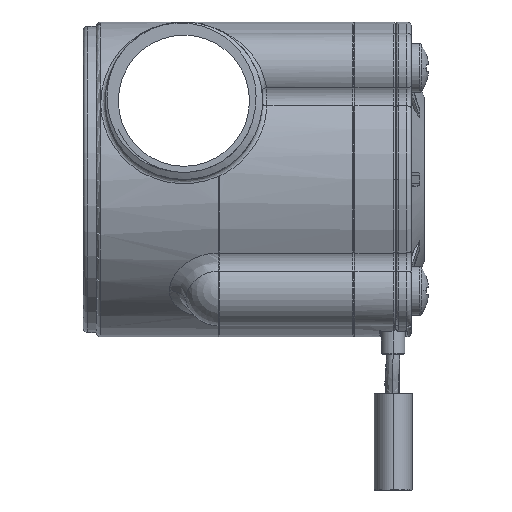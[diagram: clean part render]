
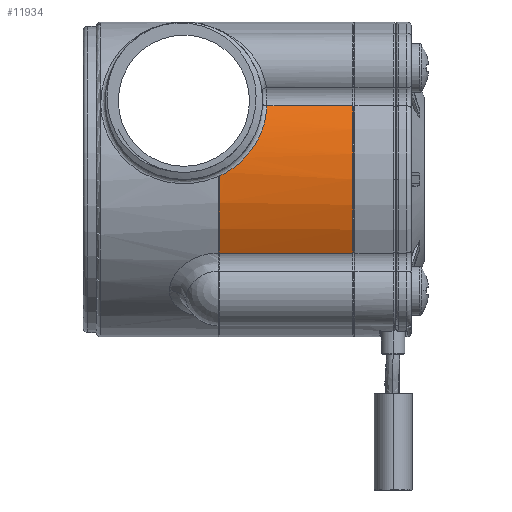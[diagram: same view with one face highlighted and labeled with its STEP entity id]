
A CAD part, left-side view. The second image highlights one B-rep face of the part: STEP entity #11934.
In plain terms, the highlighted cylindrical face has radius 18 mm (diameter 36 mm), a partial arc.
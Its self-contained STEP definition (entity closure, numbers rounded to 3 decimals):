
#62 = CARTESIAN_POINT ( 'NONE',  ( -17.996, 21.94, 0.373 ) ) ;
#414 = CARTESIAN_POINT ( 'NONE',  ( -15.915, 6.68, 8.41 ) ) ;
#465 = VECTOR ( 'NONE', #16723, 1000. ) ;
#521 = CARTESIAN_POINT ( 'NONE',  ( -17.223, 17.204, 5.236 ) ) ;
#564 = EDGE_CURVE ( 'NONE', #14611, #12749, #2794, .T. ) ;
#1391 = VECTOR ( 'NONE', #18903, 1000. ) ;
#1904 = DIRECTION ( 'NONE',  ( 0., 0., -1. ) ) ;
#1958 = EDGE_CURVE ( 'NONE', #23936, #14611, #18304, .T. ) ;
#2794 = LINE ( 'NONE', #10262, #28598 ) ;
#2987 = CARTESIAN_POINT ( 'NONE',  ( -17.992, 21.59, 0.553 ) ) ;
#4827 = LINE ( 'NONE', #24335, #465 ) ;
#5609 = CIRCLE ( 'NONE', #16017, 18. ) ;
#5732 = CARTESIAN_POINT ( 'NONE',  ( -17.985, 21.202, 0.761 ) ) ;
#5899 = CARTESIAN_POINT ( 'NONE',  ( -17.685, 18.256, 3.372 ) ) ;
#6135 = DIRECTION ( 'NONE',  ( 0., 0., 1. ) ) ;
#7537 = CYLINDRICAL_SURFACE ( 'NONE', #9427, 18. ) ;
#7843 = CARTESIAN_POINT ( 'NONE',  ( -17.532, 17.776, 4.093 ) ) ;
#8005 = CARTESIAN_POINT ( 'NONE',  ( -17.281, 17.289, 5.041 ) ) ;
#9427 = AXIS2_PLACEMENT_3D ( 'NONE', #10612, #17758, #18099 ) ;
#9981 = AXIS2_PLACEMENT_3D ( 'NONE', #16533, #31463, #6135 ) ;
#10262 = CARTESIAN_POINT ( 'NONE',  ( -17.996, 35.99, 0.373 ) ) ;
#10440 = CARTESIAN_POINT ( 'NONE',  ( -16.676, 16.659, 6.829 ) ) ;
#10612 = CARTESIAN_POINT ( 'NONE',  ( 0., 35.99, 0. ) ) ;
#10937 = EDGE_CURVE ( 'NONE', #23323, #12749, #24412, .T. ) ;
#11068 = ORIENTED_EDGE ( 'NONE', *, *, #564, .F. ) ;
#11411 = VERTEX_POINT ( 'NONE', #26785 ) ;
#11479 = DIRECTION ( 'NONE',  ( 0., 1., 0. ) ) ;
#11910 = LINE ( 'NONE', #13877, #1391 ) ;
#11934 = ADVANCED_FACE ( 'NONE', ( #29781 ), #7537, .T. ) ;
#12749 = VERTEX_POINT ( 'NONE', #31514 ) ;
#12892 = CARTESIAN_POINT ( 'NONE',  ( -17.847, 19.111, 2.367 ) ) ;
#13877 = CARTESIAN_POINT ( 'NONE',  ( -15.915, 35.99, 8.41 ) ) ;
#14611 = VERTEX_POINT ( 'NONE', #62 ) ;
#15248 = EDGE_CURVE ( 'NONE', #23936, #11411, #4827, .T. ) ;
#15621 = EDGE_LOOP ( 'NONE', ( #24218, #19434, #31698, #11068, #17774, #28142 ) ) ;
#16017 = AXIS2_PLACEMENT_3D ( 'NONE', #24291, #11479, #1904 ) ;
#16533 = CARTESIAN_POINT ( 'NONE',  ( 0., 21.94, 0. ) ) ;
#16723 = DIRECTION ( 'NONE',  ( 0., -1., 0. ) ) ;
#17508 = EDGE_CURVE ( 'NONE', #11411, #26561, #5609, .T. ) ;
#17604 = CARTESIAN_POINT ( 'NONE',  ( -17.996, 21.99, 0.373 ) ) ;
#17758 = DIRECTION ( 'NONE',  ( 0., -1., 0. ) ) ;
#17774 = ORIENTED_EDGE ( 'NONE', *, *, #1958, .F. ) ;
#17835 = CARTESIAN_POINT ( 'NONE',  ( -15.915, 16.497, 8.41 ) ) ;
#17924 = CARTESIAN_POINT ( 'NONE',  ( -15.915, 16.497, 8.41 ) ) ;
#18099 = DIRECTION ( 'NONE',  ( 0., 0., -1. ) ) ;
#18304 = CIRCLE ( 'NONE', #9981, 18. ) ;
#18903 = DIRECTION ( 'NONE',  ( 0., 1., 0. ) ) ;
#19434 = ORIENTED_EDGE ( 'NONE', *, *, #21461, .T. ) ;
#20353 = CARTESIAN_POINT ( 'NONE',  ( -17.098, 17.047, 5.63 ) ) ;
#20689 = CARTESIAN_POINT ( 'NONE',  ( -17.94, 20.095, 1.496 ) ) ;
#21461 = EDGE_CURVE ( 'NONE', #26561, #23323, #11910, .T. ) ;
#22404 = CARTESIAN_POINT ( 'NONE',  ( -15.915, 21.94, -8.41 ) ) ;
#22619 = CARTESIAN_POINT ( 'NONE',  ( -17.031, 16.976, 5.831 ) ) ;
#22934 = CARTESIAN_POINT ( 'NONE',  ( -17.748, 18.527, 3.021 ) ) ;
#23323 = VERTEX_POINT ( 'NONE', #17835 ) ;
#23936 = VERTEX_POINT ( 'NONE', #22404 ) ;
#24218 = ORIENTED_EDGE ( 'NONE', *, *, #17508, .T. ) ;
#24291 = CARTESIAN_POINT ( 'NONE',  ( 0., 6.68, 0. ) ) ;
#24335 = CARTESIAN_POINT ( 'NONE',  ( -15.915, 35.99, -8.41 ) ) ;
#24412 = B_SPLINE_CURVE_WITH_KNOTS ( 'NONE', 3,
 ( #17924, #27658, #10440, #22619, #20353, #521, #8005, #27992, #7843, #5899, #22934, #12892, #28153, #20689, #25056, #5732, #2987, #17604 ),
 .UNSPECIFIED., .F., .F.,
 ( 4, 2, 2, 2, 2, 2, 2, 2, 4 ),
 ( 0., 0.003, 0.003, 0.004, 0.005, 0.007, 0.008, 0.009, 0.011 ),
 .UNSPECIFIED. ) ;
#25031 = DIRECTION ( 'NONE',  ( 0., 1., 0. ) ) ;
#25056 = CARTESIAN_POINT ( 'NONE',  ( -17.959, 20.453, 1.233 ) ) ;
#26561 = VERTEX_POINT ( 'NONE', #414 ) ;
#26785 = CARTESIAN_POINT ( 'NONE',  ( -15.915, 6.68, -8.41 ) ) ;
#27658 = CARTESIAN_POINT ( 'NONE',  ( -16.33, 16.527, 7.624 ) ) ;
#27992 = CARTESIAN_POINT ( 'NONE',  ( -17.442, 17.565, 4.465 ) ) ;
#28142 = ORIENTED_EDGE ( 'NONE', *, *, #15248, .T. ) ;
#28153 = CARTESIAN_POINT ( 'NONE',  ( -17.884, 19.425, 2.062 ) ) ;
#28598 = VECTOR ( 'NONE', #25031, 1000. ) ;
#29781 = FACE_OUTER_BOUND ( 'NONE', #15621, .T. ) ;
#31463 = DIRECTION ( 'NONE',  ( 0., 1., 0. ) ) ;
#31514 = CARTESIAN_POINT ( 'NONE',  ( -17.996, 21.99, 0.373 ) ) ;
#31698 = ORIENTED_EDGE ( 'NONE', *, *, #10937, .T. ) ;
